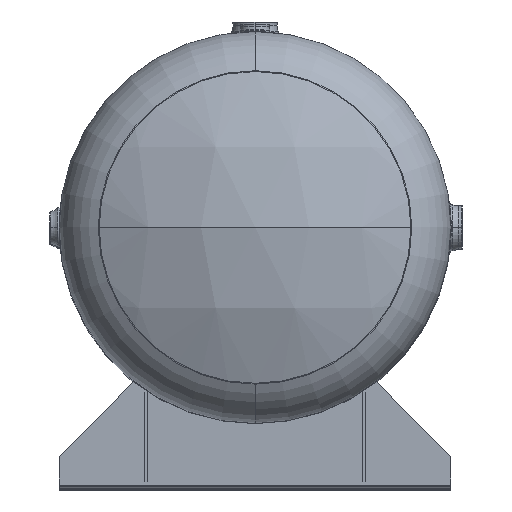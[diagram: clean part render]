
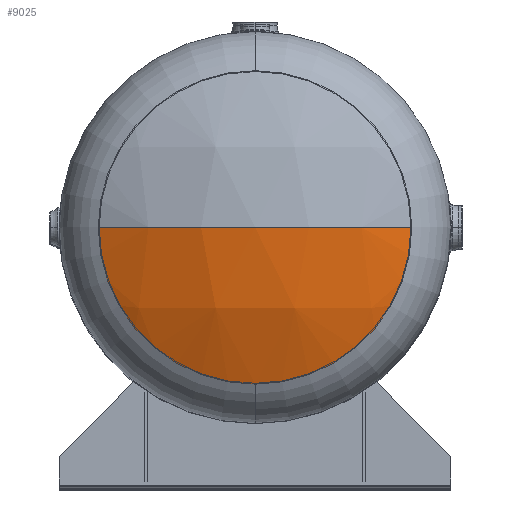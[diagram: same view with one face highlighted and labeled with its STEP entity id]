
A CAD part, top view. The second image highlights one B-rep face of the part: STEP entity #9025.
In plain terms, the highlighted spherical face has radius 822.96 mm.
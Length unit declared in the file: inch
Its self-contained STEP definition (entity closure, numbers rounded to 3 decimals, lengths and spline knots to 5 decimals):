
#1535 = VERTEX_POINT ( 'NONE', #5871 ) ;
#4216 = CARTESIAN_POINT ( 'NONE',  ( 0., 0., 46.5 ) ) ;
#4480 = CIRCLE ( 'NONE', #4498, 32.4 ) ;
#4489 = AXIS2_PLACEMENT_3D ( 'NONE', #6757, #6758, #6759 ) ;
#4491 = AXIS2_PLACEMENT_3D ( 'NONE', #5507, #5514, #5515 ) ;
#4496 = AXIS2_PLACEMENT_3D ( 'NONE', #5548, #5549, #5550 ) ;
#4498 = AXIS2_PLACEMENT_3D ( 'NONE', #5551, #5552, #5553 ) ;
#4503 = CIRCLE ( 'NONE', #4489, 14.4 ) ;
#4520 = CIRCLE ( 'NONE', #4496, 32.4 ) ;
#4607 = CARTESIAN_POINT ( 'NONE',  ( -14.4, 0., 43.12413 ) ) ;
#4617 = CARTESIAN_POINT ( 'NONE',  ( 0., -14.4, 43.12413 ) ) ;
#5005 = EDGE_CURVE ( 'NONE', #1535, #5683, #9185, .T. ) ;
#5507 = CARTESIAN_POINT ( 'NONE',  ( 0., 0., 14.1 ) ) ;
#5511 = FACE_OUTER_BOUND ( 'NONE', #8813, .T. ) ;
#5512 = SPHERICAL_SURFACE ( 'NONE', #4491, 32.4 ) ;
#5514 = DIRECTION ( 'NONE',  ( 0., -1., 0. ) ) ;
#5515 = DIRECTION ( 'NONE',  ( 1., 0., 0. ) ) ;
#5548 = CARTESIAN_POINT ( 'NONE',  ( 0., 0., 14.1 ) ) ;
#5549 = DIRECTION ( 'NONE',  ( 0., -1., 0. ) ) ;
#5550 = DIRECTION ( 'NONE',  ( 1., 0., 0. ) ) ;
#5551 = CARTESIAN_POINT ( 'NONE',  ( 0., 0., 14.1 ) ) ;
#5552 = DIRECTION ( 'NONE',  ( 0., 1., 0. ) ) ;
#5553 = DIRECTION ( 'NONE',  ( 0., 0., 1. ) ) ;
#5672 = VERTEX_POINT ( 'NONE', #4607 ) ;
#5683 = VERTEX_POINT ( 'NONE', #4617 ) ;
#5850 = ORIENTED_EDGE ( 'NONE', *, *, #9354, .F. ) ;
#5871 = CARTESIAN_POINT ( 'NONE',  ( 14.4, 0., 43.12413 ) ) ;
#5876 = ORIENTED_EDGE ( 'NONE', *, *, #5005, .F. ) ;
#5920 = ORIENTED_EDGE ( 'NONE', *, *, #9351, .F. ) ;
#6019 = ORIENTED_EDGE ( 'NONE', *, *, #9350, .T. ) ;
#6084 = CARTESIAN_POINT ( 'NONE',  ( 0., 0., 43.12413 ) ) ;
#6085 = DIRECTION ( 'NONE',  ( 0., 0., -1. ) ) ;
#6086 = DIRECTION ( 'NONE',  ( 0., 1., 0. ) ) ;
#6757 = CARTESIAN_POINT ( 'NONE',  ( 0., 0., 43.12413 ) ) ;
#6758 = DIRECTION ( 'NONE',  ( 0., 0., -1. ) ) ;
#6759 = DIRECTION ( 'NONE',  ( 0., 1., 0. ) ) ;
#7680 = VERTEX_POINT ( 'NONE', #4216 ) ;
#8813 = EDGE_LOOP ( 'NONE', ( #5920, #6019, #5850, #5876 ) ) ;
#9025 = ADVANCED_FACE ( 'NONE', ( #5511 ), #5512, .T. ) ;
#9185 = CIRCLE ( 'NONE', #9320, 14.4 ) ;
#9320 = AXIS2_PLACEMENT_3D ( 'NONE', #6084, #6085, #6086 ) ;
#9350 = EDGE_CURVE ( 'NONE', #7680, #5672, #4520, .T. ) ;
#9351 = EDGE_CURVE ( 'NONE', #7680, #1535, #4480, .T. ) ;
#9354 = EDGE_CURVE ( 'NONE', #5683, #5672, #4503, .T. ) ;
